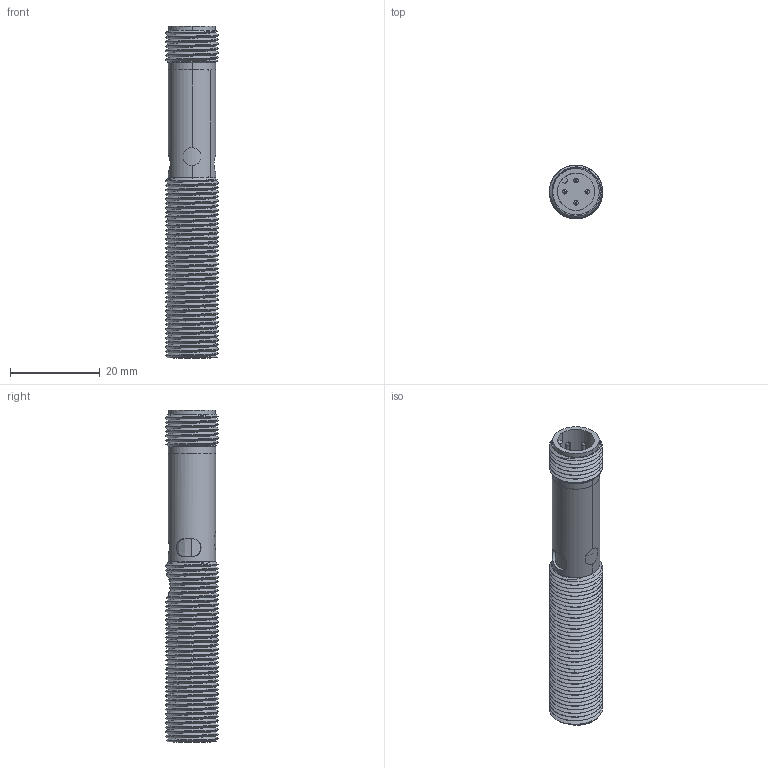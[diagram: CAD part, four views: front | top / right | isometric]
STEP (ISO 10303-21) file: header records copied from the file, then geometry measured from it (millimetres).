
FILE_DESCRIPTION((''),'2;1');
FILE_NAME('137696_SM01_ASM','2022-03-30T09:25:16',('PDMAdmin'),('BANNER ENGINEERING'),'CREO PARAMETRIC BY PTC INC, 2019292','CREO PARAMETRIC BY PTC INC, 2019292','');
FILE_SCHEMA(('CONFIG_CONTROL_DESIGN'));
Length unit declared in the file: millimetre
Products named in the file (2): 137696_EP01; 137696_SM01_ASM
Assembly tree (1 placements, depth 2):
  137696_SM01_ASM
    137696_EP01
Bounding box: 11.88 x 11.88 x 74 mm (x, y, z)
Volume: 6519.6 mm3; surface area: 5919.2 mm2
Topology: 2 solids, 2 shells, 255 faces, 700 edges, 454 vertices
Faces by surface type: cylinder 127, bspline 60, plane 43, cone 16, torus 5, sphere 4
Entity records: 27998 total; most frequent: CARTESIAN_POINT 22158, ORIENTED_EDGE 1400, DIRECTION 903, EDGE_CURVE 700, VERTEX_POINT 454, AXIS2_PLACEMENT_3D 347, B_SPLINE_CURVE_WITH_KNOTS 342, EDGE_LOOP 280
